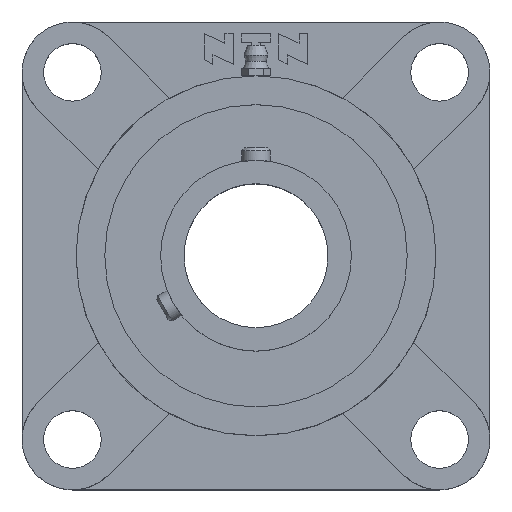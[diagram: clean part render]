
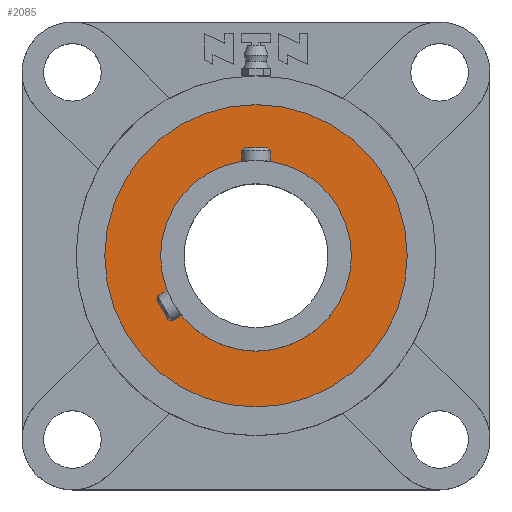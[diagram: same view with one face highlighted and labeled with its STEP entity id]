
A CAD part, top view. The second image highlights one B-rep face of the part: STEP entity #2085.
In plain terms, the highlighted planar face has unit normal (0, 0, 1).
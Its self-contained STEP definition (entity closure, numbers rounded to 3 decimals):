
#78=CIRCLE('',#2220,26.5);
#115=CIRCLE('',#2289,42.);
#399=ORIENTED_EDGE('',*,*,#864,.F.);
#400=ORIENTED_EDGE('',*,*,#772,.T.);
#772=EDGE_CURVE('',#1043,#1043,#78,.T.);
#864=EDGE_CURVE('',#1111,#1111,#115,.T.);
#1043=VERTEX_POINT('',#3160);
#1111=VERTEX_POINT('',#3372);
#1681=EDGE_LOOP('',(#399));
#1682=EDGE_LOOP('',(#400));
#1850=FACE_BOUND('',#1681,.T.);
#1851=FACE_BOUND('',#1682,.T.);
#1975=PLANE('',#2288);
#2085=ADVANCED_FACE('',(#1850,#1851),#1975,.F.);
#2220=AXIS2_PLACEMENT_3D('',#3159,#2511,#2512);
#2288=AXIS2_PLACEMENT_3D('',#3370,#2700,#2701);
#2289=AXIS2_PLACEMENT_3D('',#3371,#2702,#2703);
#2511=DIRECTION('',(0.,0.,-1.));
#2512=DIRECTION('',(-1.,0.,0.));
#2700=DIRECTION('',(0.,0.,-1.));
#2701=DIRECTION('',(-1.,0.,0.));
#2702=DIRECTION('',(0.,0.,-1.));
#2703=DIRECTION('',(-1.,0.,0.));
#3159=CARTESIAN_POINT('',(0.,0.,33.));
#3160=CARTESIAN_POINT('',(-26.5,0.,33.));
#3370=CARTESIAN_POINT('',(0.,26.5,33.));
#3371=CARTESIAN_POINT('',(0.,0.,33.));
#3372=CARTESIAN_POINT('',(-42.,0.,33.));
